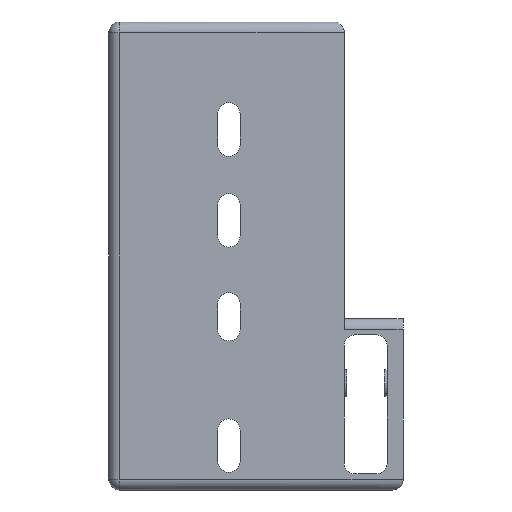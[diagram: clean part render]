
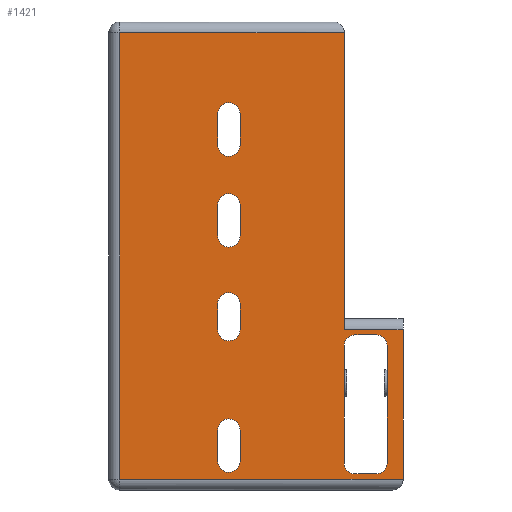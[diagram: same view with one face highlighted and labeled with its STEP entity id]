
A CAD part, front view. The second image highlights one B-rep face of the part: STEP entity #1421.
In plain terms, the highlighted planar face has unit normal (0, -1, 0).
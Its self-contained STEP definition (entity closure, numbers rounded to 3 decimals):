
#42=FACE_BOUND('',#305,.T.);
#43=FACE_BOUND('',#306,.T.);
#44=FACE_BOUND('',#307,.T.);
#45=FACE_BOUND('',#308,.T.);
#46=FACE_BOUND('',#309,.T.);
#69=CIRCLE('',#1471,2.1);
#71=CIRCLE('',#1476,2.1);
#77=CIRCLE('',#1487,2.1);
#79=CIRCLE('',#1492,2.1);
#85=CIRCLE('',#1503,2.1);
#87=CIRCLE('',#1508,2.1);
#93=CIRCLE('',#1519,2.1);
#95=CIRCLE('',#1524,2.1);
#120=CIRCLE('',#1575,2.);
#121=CIRCLE('',#1576,2.);
#122=CIRCLE('',#1577,2.);
#123=CIRCLE('',#1578,2.);
#224=FACE_OUTER_BOUND('',#304,.T.);
#304=EDGE_LOOP('',(#1139,#1140,#1141,#1142,#1143,#1144));
#305=EDGE_LOOP('',(#1145,#1146,#1147,#1148));
#306=EDGE_LOOP('',(#1149,#1150,#1151,#1152));
#307=EDGE_LOOP('',(#1153,#1154,#1155,#1156));
#308=EDGE_LOOP('',(#1157,#1158,#1159,#1160));
#309=EDGE_LOOP('',(#1161,#1162,#1163,#1164,#1165,#1166,#1167,#1168));
#355=LINE('',#2052,#483);
#364=LINE('',#2081,#492);
#371=LINE('',#2100,#499);
#380=LINE('',#2129,#508);
#387=LINE('',#2148,#515);
#396=LINE('',#2177,#524);
#403=LINE('',#2196,#531);
#412=LINE('',#2225,#540);
#427=LINE('',#2311,#555);
#429=LINE('',#2314,#557);
#436=LINE('',#2326,#564);
#442=LINE('',#2341,#570);
#444=LINE('',#2347,#572);
#445=LINE('',#2348,#573);
#446=LINE('',#2351,#574);
#447=LINE('',#2355,#575);
#448=LINE('',#2359,#576);
#449=LINE('',#2363,#577);
#483=VECTOR('',#1621,10.);
#492=VECTOR('',#1652,10.);
#499=VECTOR('',#1669,10.);
#508=VECTOR('',#1700,10.);
#515=VECTOR('',#1717,10.);
#524=VECTOR('',#1748,10.);
#531=VECTOR('',#1765,10.);
#540=VECTOR('',#1796,10.);
#555=VECTOR('',#1891,10.);
#557=VECTOR('',#1895,10.);
#564=VECTOR('',#1910,10.);
#570=VECTOR('',#1926,10.);
#572=VECTOR('',#1932,1.);
#573=VECTOR('',#1933,10.);
#574=VECTOR('',#1934,1.);
#575=VECTOR('',#1937,1.);
#576=VECTOR('',#1940,1.);
#577=VECTOR('',#1943,1.);
#611=VERTEX_POINT('',#2050);
#612=VERTEX_POINT('',#2051);
#619=VERTEX_POINT('',#2071);
#621=VERTEX_POINT('',#2080);
#627=VERTEX_POINT('',#2098);
#628=VERTEX_POINT('',#2099);
#635=VERTEX_POINT('',#2119);
#637=VERTEX_POINT('',#2128);
#643=VERTEX_POINT('',#2146);
#644=VERTEX_POINT('',#2147);
#651=VERTEX_POINT('',#2167);
#653=VERTEX_POINT('',#2176);
#659=VERTEX_POINT('',#2194);
#660=VERTEX_POINT('',#2195);
#667=VERTEX_POINT('',#2215);
#669=VERTEX_POINT('',#2224);
#690=VERTEX_POINT('',#2280);
#696=VERTEX_POINT('',#2297);
#700=VERTEX_POINT('',#2306);
#701=VERTEX_POINT('',#2325);
#705=VERTEX_POINT('',#2340);
#707=VERTEX_POINT('',#2346);
#708=VERTEX_POINT('',#2349);
#709=VERTEX_POINT('',#2350);
#710=VERTEX_POINT('',#2352);
#711=VERTEX_POINT('',#2354);
#712=VERTEX_POINT('',#2356);
#713=VERTEX_POINT('',#2358);
#714=VERTEX_POINT('',#2360);
#715=VERTEX_POINT('',#2362);
#738=EDGE_CURVE('',#611,#612,#355,.T.);
#748=EDGE_CURVE('',#612,#619,#69,.T.);
#753=EDGE_CURVE('',#619,#621,#364,.T.);
#756=EDGE_CURVE('',#621,#611,#71,.T.);
#762=EDGE_CURVE('',#627,#628,#371,.T.);
#772=EDGE_CURVE('',#628,#635,#77,.T.);
#777=EDGE_CURVE('',#635,#637,#380,.T.);
#780=EDGE_CURVE('',#637,#627,#79,.T.);
#786=EDGE_CURVE('',#643,#644,#387,.T.);
#796=EDGE_CURVE('',#644,#651,#85,.T.);
#801=EDGE_CURVE('',#651,#653,#396,.T.);
#804=EDGE_CURVE('',#653,#643,#87,.T.);
#810=EDGE_CURVE('',#659,#660,#403,.T.);
#820=EDGE_CURVE('',#660,#667,#93,.T.);
#825=EDGE_CURVE('',#667,#669,#412,.T.);
#828=EDGE_CURVE('',#669,#659,#95,.T.);
#866=EDGE_CURVE('',#690,#700,#427,.T.);
#868=EDGE_CURVE('',#700,#696,#429,.T.);
#875=EDGE_CURVE('',#701,#690,#436,.T.);
#883=EDGE_CURVE('',#705,#696,#442,.T.);
#886=EDGE_CURVE('',#707,#701,#444,.T.);
#887=EDGE_CURVE('',#705,#707,#445,.T.);
#888=EDGE_CURVE('',#708,#709,#446,.F.);
#889=EDGE_CURVE('',#710,#709,#120,.T.);
#890=EDGE_CURVE('',#711,#710,#447,.T.);
#891=EDGE_CURVE('',#712,#711,#121,.T.);
#892=EDGE_CURVE('',#713,#712,#448,.T.);
#893=EDGE_CURVE('',#714,#713,#122,.T.);
#894=EDGE_CURVE('',#714,#715,#449,.T.);
#895=EDGE_CURVE('',#708,#715,#123,.T.);
#1139=ORIENTED_EDGE('',*,*,#868,.F.);
#1140=ORIENTED_EDGE('',*,*,#866,.F.);
#1141=ORIENTED_EDGE('',*,*,#875,.F.);
#1142=ORIENTED_EDGE('',*,*,#886,.F.);
#1143=ORIENTED_EDGE('',*,*,#887,.F.);
#1144=ORIENTED_EDGE('',*,*,#883,.T.);
#1145=ORIENTED_EDGE('',*,*,#753,.T.);
#1146=ORIENTED_EDGE('',*,*,#756,.T.);
#1147=ORIENTED_EDGE('',*,*,#738,.T.);
#1148=ORIENTED_EDGE('',*,*,#748,.T.);
#1149=ORIENTED_EDGE('',*,*,#777,.T.);
#1150=ORIENTED_EDGE('',*,*,#780,.T.);
#1151=ORIENTED_EDGE('',*,*,#762,.T.);
#1152=ORIENTED_EDGE('',*,*,#772,.T.);
#1153=ORIENTED_EDGE('',*,*,#801,.T.);
#1154=ORIENTED_EDGE('',*,*,#804,.T.);
#1155=ORIENTED_EDGE('',*,*,#786,.T.);
#1156=ORIENTED_EDGE('',*,*,#796,.T.);
#1157=ORIENTED_EDGE('',*,*,#825,.T.);
#1158=ORIENTED_EDGE('',*,*,#828,.T.);
#1159=ORIENTED_EDGE('',*,*,#810,.T.);
#1160=ORIENTED_EDGE('',*,*,#820,.T.);
#1161=ORIENTED_EDGE('',*,*,#888,.T.);
#1162=ORIENTED_EDGE('',*,*,#889,.F.);
#1163=ORIENTED_EDGE('',*,*,#890,.F.);
#1164=ORIENTED_EDGE('',*,*,#891,.F.);
#1165=ORIENTED_EDGE('',*,*,#892,.F.);
#1166=ORIENTED_EDGE('',*,*,#893,.F.);
#1167=ORIENTED_EDGE('',*,*,#894,.T.);
#1168=ORIENTED_EDGE('',*,*,#895,.F.);
#1354=PLANE('',#1574);
#1421=ADVANCED_FACE('',(#224,#42,#43,#44,#45,#46),#1354,.F.);
#1471=AXIS2_PLACEMENT_3D('',#2072,#1641,#1642);
#1476=AXIS2_PLACEMENT_3D('',#2086,#1657,#1658);
#1487=AXIS2_PLACEMENT_3D('',#2120,#1689,#1690);
#1492=AXIS2_PLACEMENT_3D('',#2134,#1705,#1706);
#1503=AXIS2_PLACEMENT_3D('',#2168,#1737,#1738);
#1508=AXIS2_PLACEMENT_3D('',#2182,#1753,#1754);
#1519=AXIS2_PLACEMENT_3D('',#2216,#1785,#1786);
#1524=AXIS2_PLACEMENT_3D('',#2230,#1801,#1802);
#1574=AXIS2_PLACEMENT_3D('',#2345,#1930,#1931);
#1575=AXIS2_PLACEMENT_3D('',#2353,#1935,#1936);
#1576=AXIS2_PLACEMENT_3D('',#2357,#1938,#1939);
#1577=AXIS2_PLACEMENT_3D('',#2361,#1941,#1942);
#1578=AXIS2_PLACEMENT_3D('',#2364,#1944,#1945);
#1621=DIRECTION('',(0.,0.,-1.));
#1641=DIRECTION('center_axis',(0.,1.,0.));
#1642=DIRECTION('ref_axis',(1.,0.,0.));
#1652=DIRECTION('',(0.,0.,1.));
#1657=DIRECTION('center_axis',(0.,1.,0.));
#1658=DIRECTION('ref_axis',(-1.,0.,0.));
#1669=DIRECTION('',(0.,0.,1.));
#1689=DIRECTION('center_axis',(0.,1.,0.));
#1690=DIRECTION('ref_axis',(-1.,0.,0.));
#1700=DIRECTION('',(0.,0.,-1.));
#1705=DIRECTION('center_axis',(0.,1.,0.));
#1706=DIRECTION('ref_axis',(1.,0.,0.));
#1717=DIRECTION('',(0.,0.,1.));
#1737=DIRECTION('center_axis',(0.,1.,0.));
#1738=DIRECTION('ref_axis',(-1.,0.,0.));
#1748=DIRECTION('',(0.,0.,-1.));
#1753=DIRECTION('center_axis',(0.,1.,0.));
#1754=DIRECTION('ref_axis',(1.,0.,0.));
#1765=DIRECTION('',(0.,0.,-1.));
#1785=DIRECTION('center_axis',(0.,1.,0.));
#1786=DIRECTION('ref_axis',(1.,0.,0.));
#1796=DIRECTION('',(0.,0.,1.));
#1801=DIRECTION('center_axis',(0.,1.,0.));
#1802=DIRECTION('ref_axis',(-1.,0.,0.));
#1891=DIRECTION('',(0.,0.,1.));
#1895=DIRECTION('',(1.,0.,0.));
#1910=DIRECTION('',(-1.,0.,0.));
#1926=DIRECTION('',(0.,0.,1.));
#1930=DIRECTION('center_axis',(0.,1.,0.));
#1931=DIRECTION('ref_axis',(-1.,0.,0.));
#1932=DIRECTION('',(0.,0.,-1.));
#1933=DIRECTION('',(1.,0.,0.));
#1934=DIRECTION('',(0.,0.,1.));
#1935=DIRECTION('center_axis',(0.,-1.,0.));
#1936=DIRECTION('ref_axis',(0.707,0.,-0.707));
#1937=DIRECTION('',(1.,0.,0.));
#1938=DIRECTION('center_axis',(0.,-1.,0.));
#1939=DIRECTION('ref_axis',(-0.707,0.,-0.707));
#1940=DIRECTION('',(0.,0.,-1.));
#1941=DIRECTION('center_axis',(0.,-1.,0.));
#1942=DIRECTION('ref_axis',(-0.707,0.,0.707));
#1943=DIRECTION('',(1.,0.,0.));
#1944=DIRECTION('center_axis',(0.,-1.,0.));
#1945=DIRECTION('ref_axis',(0.707,0.,0.707));
#2050=CARTESIAN_POINT('',(-15.484,-2.,17.802));
#2051=CARTESIAN_POINT('',(-15.484,-2.,13.002));
#2052=CARTESIAN_POINT('',(-15.484,-2.,6.501));
#2071=CARTESIAN_POINT('',(-19.684,-2.,13.002));
#2072=CARTESIAN_POINT('Origin',(-17.584,-2.,13.002));
#2080=CARTESIAN_POINT('',(-19.684,-2.,17.802));
#2081=CARTESIAN_POINT('',(-19.684,-2.,8.901));
#2086=CARTESIAN_POINT('Origin',(-17.584,-2.,17.802));
#2098=CARTESIAN_POINT('',(-19.684,-2.,47.502));
#2099=CARTESIAN_POINT('',(-19.684,-2.,53.302));
#2100=CARTESIAN_POINT('',(-19.684,-2.,26.651));
#2119=CARTESIAN_POINT('',(-15.484,-2.,53.302));
#2120=CARTESIAN_POINT('Origin',(-17.584,-2.,53.302));
#2128=CARTESIAN_POINT('',(-15.484,-2.,47.502));
#2129=CARTESIAN_POINT('',(-15.484,-2.,23.751));
#2134=CARTESIAN_POINT('Origin',(-17.584,-2.,47.502));
#2146=CARTESIAN_POINT('',(-19.684,-2.,-11.598));
#2147=CARTESIAN_POINT('',(-19.684,-2.,-5.798));
#2148=CARTESIAN_POINT('',(-19.684,-2.,-2.899));
#2167=CARTESIAN_POINT('',(-15.484,-2.,-5.798));
#2168=CARTESIAN_POINT('Origin',(-17.584,-2.,-5.798));
#2176=CARTESIAN_POINT('',(-15.484,-2.,-11.598));
#2177=CARTESIAN_POINT('',(-15.484,-2.,-5.799));
#2182=CARTESIAN_POINT('Origin',(-17.584,-2.,-11.598));
#2194=CARTESIAN_POINT('',(-15.484,-2.,36.302));
#2195=CARTESIAN_POINT('',(-15.484,-2.,30.502));
#2196=CARTESIAN_POINT('',(-15.484,-2.,15.251));
#2215=CARTESIAN_POINT('',(-19.684,-2.,30.502));
#2216=CARTESIAN_POINT('Origin',(-17.584,-2.,30.502));
#2224=CARTESIAN_POINT('',(-19.684,-2.,36.302));
#2225=CARTESIAN_POINT('',(-19.684,-2.,18.151));
#2230=CARTESIAN_POINT('Origin',(-17.584,-2.,36.302));
#2280=CARTESIAN_POINT('',(-38.,-2.,-15.));
#2297=CARTESIAN_POINT('',(4.,-2.,68.5));
#2306=CARTESIAN_POINT('',(-38.,-2.,68.5));
#2311=CARTESIAN_POINT('',(-38.,-2.,0.));
#2314=CARTESIAN_POINT('',(-9.,-2.,68.5));
#2325=CARTESIAN_POINT('',(15.,-2.,-15.));
#2326=CARTESIAN_POINT('',(1.5,-2.,-15.));
#2340=CARTESIAN_POINT('',(4.,-2.,13.));
#2341=CARTESIAN_POINT('',(4.,-2.,15.));
#2345=CARTESIAN_POINT('Origin',(0.,-2.,0.));
#2346=CARTESIAN_POINT('',(15.,-2.,13.));
#2347=CARTESIAN_POINT('',(15.,-2.,15.));
#2348=CARTESIAN_POINT('',(0.,-2.,13.));
#2349=CARTESIAN_POINT('',(12.,-2.,10.));
#2350=CARTESIAN_POINT('',(12.,-2.,-12.));
#2351=CARTESIAN_POINT('',(12.,-2.,-14.));
#2352=CARTESIAN_POINT('',(10.,-2.,-14.));
#2353=CARTESIAN_POINT('Origin',(10.,-2.,-12.));
#2354=CARTESIAN_POINT('',(6.,-2.,-14.));
#2355=CARTESIAN_POINT('',(4.,-2.,-14.));
#2356=CARTESIAN_POINT('',(4.,-2.,-12.));
#2357=CARTESIAN_POINT('Origin',(6.,-2.,-12.));
#2358=CARTESIAN_POINT('',(4.,-2.,10.));
#2359=CARTESIAN_POINT('',(4.,-2.,12.));
#2360=CARTESIAN_POINT('',(6.,-2.,12.));
#2361=CARTESIAN_POINT('Origin',(6.,-2.,10.));
#2362=CARTESIAN_POINT('',(10.,-2.,12.));
#2363=CARTESIAN_POINT('',(4.,-2.,12.));
#2364=CARTESIAN_POINT('Origin',(10.,-2.,10.));
